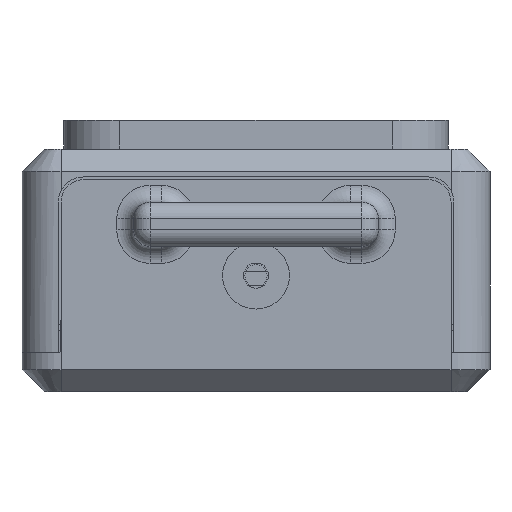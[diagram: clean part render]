
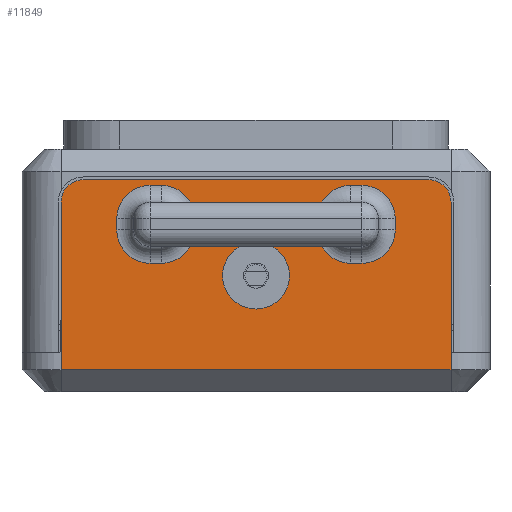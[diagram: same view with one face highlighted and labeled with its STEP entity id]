
A CAD part, front view. The second image highlights one B-rep face of the part: STEP entity #11849.
In plain terms, the highlighted planar face has unit normal (0, -1, 0).
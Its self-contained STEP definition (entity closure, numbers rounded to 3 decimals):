
#303=FACE_BOUND('',#1758,.T.);
#304=FACE_BOUND('',#1759,.T.);
#305=FACE_BOUND('',#1760,.T.);
#965=FACE_OUTER_BOUND('',#1757,.T.);
#1757=EDGE_LOOP('',(#9435,#9436,#9437,#9438,#9439,#9440,#9441,#9442));
#1758=EDGE_LOOP('',(#9443));
#1759=EDGE_LOOP('',(#9444,#9445,#9446,#9447,#9448,#9449,#9450,#9451));
#1760=EDGE_LOOP('',(#9452,#9453,#9454,#9455,#9456,#9457,#9458,#9459));
#2659=LINE('',#18815,#3782);
#2673=LINE('',#18887,#3796);
#2675=LINE('',#18917,#3798);
#2687=LINE('',#19008,#3810);
#2691=LINE('',#19032,#3814);
#2693=LINE('',#19035,#3816);
#2699=LINE('',#19044,#3822);
#2715=LINE('',#19068,#3838);
#2719=LINE('',#19074,#3842);
#2721=LINE('',#19082,#3844);
#2722=LINE('',#19084,#3845);
#2723=LINE('',#19088,#3846);
#2724=LINE('',#19091,#3847);
#2725=LINE('',#19092,#3848);
#3782=VECTOR('',#15113,10.);
#3796=VECTOR('',#15205,10.);
#3798=VECTOR('',#15239,10.);
#3810=VECTOR('',#15345,10.);
#3814=VECTOR('',#15373,10.);
#3816=VECTOR('',#15377,10.);
#3822=VECTOR('',#15389,10.);
#3838=VECTOR('',#15421,10.);
#3842=VECTOR('',#15429,10.);
#3844=VECTOR('',#15443,10.);
#3845=VECTOR('',#15444,10.);
#3846=VECTOR('',#15447,10.);
#3847=VECTOR('',#15450,10.);
#3848=VECTOR('',#15451,10.);
#4506=CIRCLE('',#12607,3.);
#4610=CIRCLE('',#12841,3.);
#4616=CIRCLE('',#12848,3.);
#4620=CIRCLE('',#12854,3.);
#4626=CIRCLE('',#12862,3.);
#4653=CIRCLE('',#12901,3.);
#4658=CIRCLE('',#12909,3.);
#4662=CIRCLE('',#12916,3.);
#4668=CIRCLE('',#12923,3.);
#4670=CIRCLE('',#12946,2.);
#4671=CIRCLE('',#12947,2.);
#5227=VERTEX_POINT('',#18166);
#5426=VERTEX_POINT('',#18759);
#5435=VERTEX_POINT('',#18779);
#5444=VERTEX_POINT('',#18809);
#5445=VERTEX_POINT('',#18813);
#5457=VERTEX_POINT('',#18869);
#5458=VERTEX_POINT('',#18870);
#5463=VERTEX_POINT('',#18881);
#5464=VERTEX_POINT('',#18883);
#5467=VERTEX_POINT('',#18893);
#5468=VERTEX_POINT('',#18895);
#5473=VERTEX_POINT('',#18908);
#5474=VERTEX_POINT('',#18909);
#5500=VERTEX_POINT('',#18983);
#5501=VERTEX_POINT('',#18985);
#5505=VERTEX_POINT('',#18999);
#5506=VERTEX_POINT('',#19000);
#5509=VERTEX_POINT('',#19014);
#5510=VERTEX_POINT('',#19015);
#5515=VERTEX_POINT('',#19026);
#5516=VERTEX_POINT('',#19028);
#5517=VERTEX_POINT('',#19083);
#5518=VERTEX_POINT('',#19085);
#5519=VERTEX_POINT('',#19087);
#5520=VERTEX_POINT('',#19089);
#6484=EDGE_CURVE('',#5227,#5227,#4506,.T.);
#6803=EDGE_CURVE('',#5445,#5444,#2659,.T.);
#6828=EDGE_CURVE('',#5457,#5458,#4610,.T.);
#6834=EDGE_CURVE('',#5463,#5464,#4616,.T.);
#6836=EDGE_CURVE('',#5458,#5463,#2673,.T.);
#6840=EDGE_CURVE('',#5467,#5468,#4620,.T.);
#6846=EDGE_CURVE('',#5473,#5474,#4626,.T.);
#6850=EDGE_CURVE('',#5474,#5467,#2675,.T.);
#6883=EDGE_CURVE('',#5500,#5501,#4653,.T.);
#6890=EDGE_CURVE('',#5505,#5506,#4658,.T.);
#6894=EDGE_CURVE('',#5506,#5500,#2687,.T.);
#6898=EDGE_CURVE('',#5509,#5510,#4662,.T.);
#6904=EDGE_CURVE('',#5515,#5516,#4668,.T.);
#6906=EDGE_CURVE('',#5510,#5515,#2691,.T.);
#6908=EDGE_CURVE('',#5516,#5505,#2693,.T.);
#6914=EDGE_CURVE('',#5501,#5509,#2699,.T.);
#6930=EDGE_CURVE('',#5464,#5473,#2715,.T.);
#6934=EDGE_CURVE('',#5468,#5457,#2719,.T.);
#6936=EDGE_CURVE('',#5435,#5445,#2721,.T.);
#6937=EDGE_CURVE('',#5435,#5517,#2722,.T.);
#6938=EDGE_CURVE('',#5518,#5517,#4670,.T.);
#6939=EDGE_CURVE('',#5518,#5519,#2723,.F.);
#6940=EDGE_CURVE('',#5520,#5519,#4671,.T.);
#6941=EDGE_CURVE('',#5426,#5520,#2724,.T.);
#6942=EDGE_CURVE('',#5444,#5426,#2725,.T.);
#9435=ORIENTED_EDGE('',*,*,#6803,.F.);
#9436=ORIENTED_EDGE('',*,*,#6936,.F.);
#9437=ORIENTED_EDGE('',*,*,#6937,.T.);
#9438=ORIENTED_EDGE('',*,*,#6938,.F.);
#9439=ORIENTED_EDGE('',*,*,#6939,.T.);
#9440=ORIENTED_EDGE('',*,*,#6940,.F.);
#9441=ORIENTED_EDGE('',*,*,#6941,.F.);
#9442=ORIENTED_EDGE('',*,*,#6942,.F.);
#9443=ORIENTED_EDGE('',*,*,#6484,.T.);
#9444=ORIENTED_EDGE('',*,*,#6846,.F.);
#9445=ORIENTED_EDGE('',*,*,#6930,.F.);
#9446=ORIENTED_EDGE('',*,*,#6834,.F.);
#9447=ORIENTED_EDGE('',*,*,#6836,.F.);
#9448=ORIENTED_EDGE('',*,*,#6828,.F.);
#9449=ORIENTED_EDGE('',*,*,#6934,.F.);
#9450=ORIENTED_EDGE('',*,*,#6840,.F.);
#9451=ORIENTED_EDGE('',*,*,#6850,.F.);
#9452=ORIENTED_EDGE('',*,*,#6904,.F.);
#9453=ORIENTED_EDGE('',*,*,#6906,.F.);
#9454=ORIENTED_EDGE('',*,*,#6898,.F.);
#9455=ORIENTED_EDGE('',*,*,#6914,.F.);
#9456=ORIENTED_EDGE('',*,*,#6883,.F.);
#9457=ORIENTED_EDGE('',*,*,#6894,.F.);
#9458=ORIENTED_EDGE('',*,*,#6890,.F.);
#9459=ORIENTED_EDGE('',*,*,#6908,.F.);
#11331=PLANE('',#12945);
#11849=ADVANCED_FACE('',(#965,#303,#304,#305),#11331,.T.);
#12607=AXIS2_PLACEMENT_3D('',#18167,#14496,#14497);
#12841=AXIS2_PLACEMENT_3D('',#18871,#15185,#15186);
#12848=AXIS2_PLACEMENT_3D('',#18884,#15199,#15200);
#12854=AXIS2_PLACEMENT_3D('',#18896,#15213,#15214);
#12862=AXIS2_PLACEMENT_3D('',#18910,#15229,#15230);
#12901=AXIS2_PLACEMENT_3D('',#18986,#15317,#15318);
#12909=AXIS2_PLACEMENT_3D('',#19001,#15335,#15336);
#12916=AXIS2_PLACEMENT_3D('',#19016,#15353,#15354);
#12923=AXIS2_PLACEMENT_3D('',#19029,#15367,#15368);
#12945=AXIS2_PLACEMENT_3D('',#19081,#15441,#15442);
#12946=AXIS2_PLACEMENT_3D('',#19086,#15445,#15446);
#12947=AXIS2_PLACEMENT_3D('',#19090,#15448,#15449);
#14496=DIRECTION('center_axis',(0.,1.,0.));
#14497=DIRECTION('ref_axis',(1.,0.,0.));
#15113=DIRECTION('',(-1.,0.,0.));
#15185=DIRECTION('center_axis',(0.,-1.,0.));
#15186=DIRECTION('ref_axis',(0.707,0.,0.707));
#15199=DIRECTION('center_axis',(0.,-1.,0.));
#15200=DIRECTION('ref_axis',(-0.707,0.,0.707));
#15205=DIRECTION('',(-1.,0.,0.));
#15213=DIRECTION('center_axis',(0.,-1.,0.));
#15214=DIRECTION('ref_axis',(0.707,0.,-0.707));
#15229=DIRECTION('center_axis',(0.,-1.,0.));
#15230=DIRECTION('ref_axis',(-0.707,0.,-0.707));
#15239=DIRECTION('',(1.,0.,0.));
#15317=DIRECTION('center_axis',(0.,-1.,0.));
#15318=DIRECTION('ref_axis',(-0.707,0.,0.707));
#15335=DIRECTION('center_axis',(0.,-1.,0.));
#15336=DIRECTION('ref_axis',(0.707,0.,0.707));
#15345=DIRECTION('',(-1.,0.,0.));
#15353=DIRECTION('center_axis',(0.,-1.,0.));
#15354=DIRECTION('ref_axis',(-0.707,0.,-0.707));
#15367=DIRECTION('center_axis',(0.,-1.,0.));
#15368=DIRECTION('ref_axis',(0.707,0.,-0.707));
#15373=DIRECTION('',(1.,0.,0.));
#15377=DIRECTION('',(0.,0.,1.));
#15389=DIRECTION('',(0.,0.,-1.));
#15421=DIRECTION('',(0.,0.,-1.));
#15429=DIRECTION('',(0.,0.,1.));
#15441=DIRECTION('center_axis',(0.,-1.,0.));
#15442=DIRECTION('ref_axis',(1.,0.,0.));
#15443=DIRECTION('',(0.,0.,-1.));
#15444=DIRECTION('',(0.,0.,1.));
#15445=DIRECTION('center_axis',(0.,1.,0.));
#15446=DIRECTION('ref_axis',(0.707,0.,0.707));
#15447=DIRECTION('',(1.,0.,0.));
#15448=DIRECTION('center_axis',(0.,1.,0.));
#15449=DIRECTION('ref_axis',(-0.707,0.,0.707));
#15450=DIRECTION('',(0.,0.,1.));
#15451=DIRECTION('',(0.,0.,1.));
#18166=CARTESIAN_POINT('',(-23.667,-26.921,1.75));
#18167=CARTESIAN_POINT('Origin',(-20.667,-26.921,1.75));
#18759=CARTESIAN_POINT('',(-38.167,-26.921,-5.14));
#18779=CARTESIAN_POINT('',(-3.167,-26.921,-5.14));
#18809=CARTESIAN_POINT('',(-38.167,-26.921,-6.686));
#18813=CARTESIAN_POINT('',(-3.167,-26.921,-6.686));
#18815=CARTESIAN_POINT('',(-31.167,-26.921,-6.686));
#18869=CARTESIAN_POINT('',(-26.167,-26.921,6.85));
#18870=CARTESIAN_POINT('',(-29.167,-26.921,9.85));
#18871=CARTESIAN_POINT('Origin',(-29.167,-26.921,6.85));
#18881=CARTESIAN_POINT('',(-30.167,-26.921,9.85));
#18883=CARTESIAN_POINT('',(-33.167,-26.921,6.85));
#18884=CARTESIAN_POINT('Origin',(-30.167,-26.921,6.85));
#18887=CARTESIAN_POINT('',(-31.167,-26.921,9.85));
#18893=CARTESIAN_POINT('',(-29.167,-26.921,2.85));
#18895=CARTESIAN_POINT('',(-26.167,-26.921,5.85));
#18896=CARTESIAN_POINT('Origin',(-29.167,-26.921,5.85));
#18908=CARTESIAN_POINT('',(-33.167,-26.921,5.85));
#18909=CARTESIAN_POINT('',(-30.167,-26.921,2.85));
#18910=CARTESIAN_POINT('Origin',(-30.167,-26.921,5.85));
#18917=CARTESIAN_POINT('',(-31.167,-26.921,2.85));
#18983=CARTESIAN_POINT('',(-12.167,-26.921,9.85));
#18985=CARTESIAN_POINT('',(-15.167,-26.921,6.85));
#18986=CARTESIAN_POINT('Origin',(-12.167,-26.921,6.85));
#18999=CARTESIAN_POINT('',(-8.167,-26.921,6.85));
#19000=CARTESIAN_POINT('',(-11.167,-26.921,9.85));
#19001=CARTESIAN_POINT('Origin',(-11.167,-26.921,6.85));
#19008=CARTESIAN_POINT('',(-31.167,-26.921,9.85));
#19014=CARTESIAN_POINT('',(-15.167,-26.921,5.85));
#19015=CARTESIAN_POINT('',(-12.167,-26.921,2.85));
#19016=CARTESIAN_POINT('Origin',(-12.167,-26.921,5.85));
#19026=CARTESIAN_POINT('',(-11.167,-26.921,2.85));
#19028=CARTESIAN_POINT('',(-8.167,-26.921,5.85));
#19029=CARTESIAN_POINT('Origin',(-11.167,-26.921,5.85));
#19032=CARTESIAN_POINT('',(-31.167,-26.921,2.85));
#19035=CARTESIAN_POINT('',(-8.167,-26.921,-1.168));
#19044=CARTESIAN_POINT('',(-15.167,-26.921,-1.168));
#19068=CARTESIAN_POINT('',(-33.167,-26.921,-1.168));
#19074=CARTESIAN_POINT('',(-26.167,-26.921,-1.168));
#19081=CARTESIAN_POINT('Origin',(-41.667,-26.921,-8.686));
#19082=CARTESIAN_POINT('',(-3.167,-26.921,-8.686));
#19083=CARTESIAN_POINT('',(-3.167,-26.921,8.35));
#19084=CARTESIAN_POINT('',(-3.167,-26.921,-5.14));
#19085=CARTESIAN_POINT('',(-5.167,-26.921,10.35));
#19086=CARTESIAN_POINT('Origin',(-5.167,-26.921,8.35));
#19087=CARTESIAN_POINT('',(-36.167,-26.921,10.35));
#19088=CARTESIAN_POINT('',(-29.417,-26.921,10.35));
#19089=CARTESIAN_POINT('',(-38.167,-26.921,8.35));
#19090=CARTESIAN_POINT('Origin',(-36.167,-26.921,8.35));
#19091=CARTESIAN_POINT('',(-38.167,-26.921,-5.14));
#19092=CARTESIAN_POINT('',(-38.167,-26.921,-8.686));
